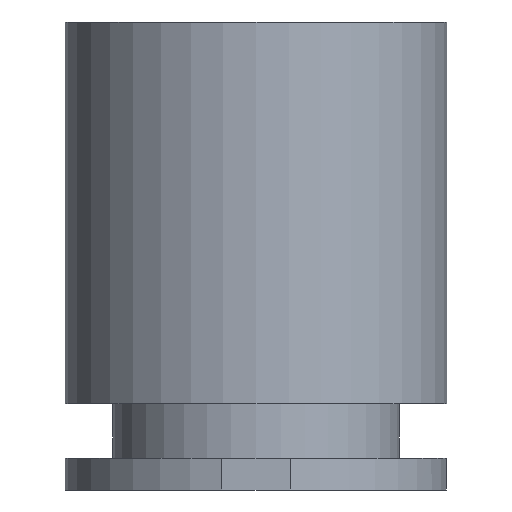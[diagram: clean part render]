
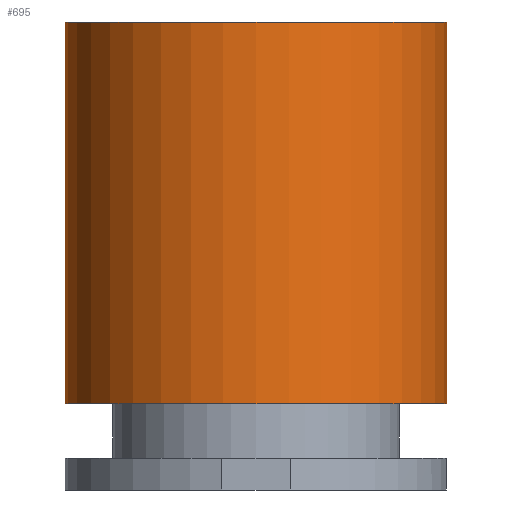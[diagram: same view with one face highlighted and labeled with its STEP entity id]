
A CAD part, front view. The second image highlights one B-rep face of the part: STEP entity #695.
In plain terms, the highlighted cylindrical face has radius 2.1 mm (diameter 4.2 mm), a partial arc.
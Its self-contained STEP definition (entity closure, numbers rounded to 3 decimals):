
#1 = ORIENTED_EDGE ( 'NONE', *, *, #832, .F. ) ;
#3 = ORIENTED_EDGE ( 'NONE', *, *, #1437, .T. ) ;
#20 = CARTESIAN_POINT ( 'NONE',  ( -2.1, 0., 0. ) ) ;
#93 = DIRECTION ( 'NONE',  ( 0., 0., -1. ) ) ;
#128 = VERTEX_POINT ( 'NONE', #20 ) ;
#158 = DIRECTION ( 'NONE',  ( 0., 0., -1. ) ) ;
#172 = VECTOR ( 'NONE', #93, 1000. ) ;
#192 = DIRECTION ( 'NONE',  ( 1., 0., 0. ) ) ;
#201 = CARTESIAN_POINT ( 'NONE',  ( 0., 0., 0. ) ) ;
#270 = LINE ( 'NONE', #1446, #1170 ) ;
#291 = VERTEX_POINT ( 'NONE', #1111 ) ;
#353 = AXIS2_PLACEMENT_3D ( 'NONE', #521, #648, #192 ) ;
#453 = CARTESIAN_POINT ( 'NONE',  ( 2.1, 0., 4.2 ) ) ;
#485 = LINE ( 'NONE', #1165, #172 ) ;
#494 = VERTEX_POINT ( 'NONE', #453 ) ;
#521 = CARTESIAN_POINT ( 'NONE',  ( 0., 0., 4.2 ) ) ;
#553 = DIRECTION ( 'NONE',  ( 0., 0., 1. ) ) ;
#565 = ORIENTED_EDGE ( 'NONE', *, *, #993, .F. ) ;
#648 = DIRECTION ( 'NONE',  ( 0., 0., 1. ) ) ;
#667 = DIRECTION ( 'NONE',  ( 1., 0., 0. ) ) ;
#695 = ADVANCED_FACE ( 'NONE', ( #999 ), #1129, .T. ) ;
#793 = CIRCLE ( 'NONE', #1408, 2.1 ) ;
#822 = CARTESIAN_POINT ( 'NONE',  ( 2.1, 0., 0. ) ) ;
#832 = EDGE_CURVE ( 'NONE', #291, #494, #1051, .T. ) ;
#993 = EDGE_CURVE ( 'NONE', #494, #1061, #485, .T. ) ;
#999 = FACE_OUTER_BOUND ( 'NONE', #1492, .T. ) ;
#1051 = CIRCLE ( 'NONE', #353, 2.1 ) ;
#1061 = VERTEX_POINT ( 'NONE', #822 ) ;
#1089 = CARTESIAN_POINT ( 'NONE',  ( 0., 0., 4.2 ) ) ;
#1111 = CARTESIAN_POINT ( 'NONE',  ( -2.1, 0., 4.2 ) ) ;
#1121 = ORIENTED_EDGE ( 'NONE', *, *, #1244, .T. ) ;
#1123 = AXIS2_PLACEMENT_3D ( 'NONE', #1089, #1309, #1321 ) ;
#1129 = CYLINDRICAL_SURFACE ( 'NONE', #1123, 2.1 ) ;
#1165 = CARTESIAN_POINT ( 'NONE',  ( 2.1, 0., 4.2 ) ) ;
#1170 = VECTOR ( 'NONE', #158, 1000. ) ;
#1244 = EDGE_CURVE ( 'NONE', #128, #1061, #793, .T. ) ;
#1309 = DIRECTION ( 'NONE',  ( 0., 0., -1. ) ) ;
#1321 = DIRECTION ( 'NONE',  ( -1., 0., 0. ) ) ;
#1408 = AXIS2_PLACEMENT_3D ( 'NONE', #201, #553, #667 ) ;
#1437 = EDGE_CURVE ( 'NONE', #291, #128, #270, .T. ) ;
#1446 = CARTESIAN_POINT ( 'NONE',  ( -2.1, 0., 4.2 ) ) ;
#1492 = EDGE_LOOP ( 'NONE', ( #565, #1, #3, #1121 ) ) ;
